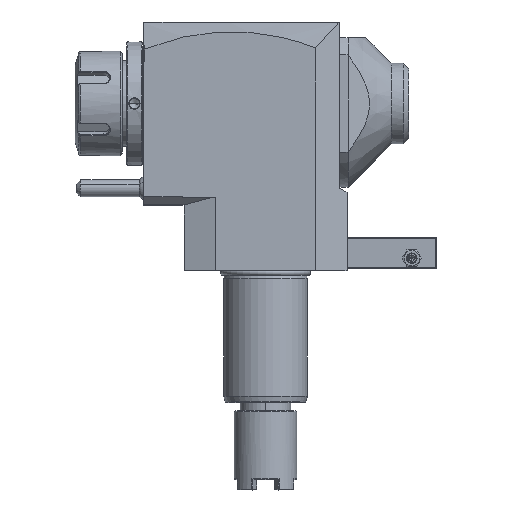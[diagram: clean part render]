
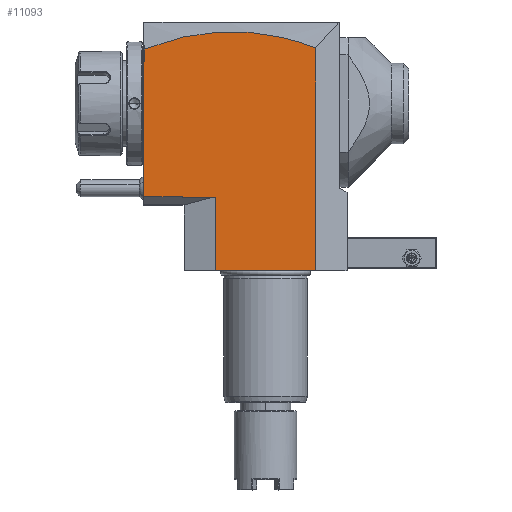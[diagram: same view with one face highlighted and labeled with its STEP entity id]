
A CAD part, top view. The second image highlights one B-rep face of the part: STEP entity #11093.
In plain terms, the highlighted planar face has unit normal (0, 0, 1).
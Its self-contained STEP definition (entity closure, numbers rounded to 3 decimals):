
#29=DIRECTION('',(-1.,0.,0.));
#30=VECTOR('',#29,48.);
#31=CARTESIAN_POINT('',(24.,0.,37.5));
#32=LINE('',#31,#30);
#220=DIRECTION('',(0.,1.,0.));
#221=VECTOR('',#220,64.5);
#222=CARTESIAN_POINT('',(-58.3,35.5,37.5));
#223=LINE('',#222,#221);
#266=DIRECTION('',(1.,0.,0.));
#267=VECTOR('',#266,18.5);
#268=CARTESIAN_POINT('',(-58.3,35.5,37.5));
#269=LINE('',#268,#267);
#353=DIRECTION('',(0.,-1.,0.));
#354=VECTOR('',#353,35.);
#355=CARTESIAN_POINT('',(-24.,35.,37.5));
#356=LINE('',#355,#354);
#365=DIRECTION('',(1.,0.,0.));
#366=VECTOR('',#365,0.5);
#367=CARTESIAN_POINT('',(-58.3,100.,37.5));
#368=LINE('',#367,#366);
#369=DIRECTION('',(0.,1.,0.));
#370=VECTOR('',#369,6.092);
#371=CARTESIAN_POINT('',(-57.8,100.,37.5));
#372=LINE('',#371,#370);
#373=CARTESIAN_POINT('',(-57.8,106.092,37.5));
#374=CARTESIAN_POINT('',(-50.998,108.812,37.5));
#375=CARTESIAN_POINT('',(-37.387,112.914,37.5));
#376=CARTESIAN_POINT('',(-16.948,115.059,37.5));
#377=CARTESIAN_POINT('',(3.513,113.192,37.5));
#378=CARTESIAN_POINT('',(17.168,109.259,37.5));
#379=CARTESIAN_POINT('',(24.,106.615,37.5));
#381=DIRECTION('',(0.,-1.,0.));
#382=VECTOR('',#381,106.615);
#383=CARTESIAN_POINT('',(24.,106.615,37.5));
#384=LINE('',#383,#382);
#385=DIRECTION('',(0.,-1.,0.));
#386=VECTOR('',#385,0.5);
#387=CARTESIAN_POINT('',(-39.8,35.5,37.5));
#388=LINE('',#387,#386);
#956=DIRECTION('',(1.,0.,0.));
#957=VECTOR('',#956,15.8);
#958=CARTESIAN_POINT('',(-39.8,35.,37.5));
#959=LINE('',#958,#957);
#9996=VERTEX_POINT('',#373);
#9997=VERTEX_POINT('',#379);
#10009=CARTESIAN_POINT('',(-39.8,35.5,37.5));
#10010=CARTESIAN_POINT('',(-39.8,35.,37.5));
#10011=VERTEX_POINT('',#10009);
#10012=VERTEX_POINT('',#10010);
#10019=CARTESIAN_POINT('',(-24.,35.,37.5));
#10020=VERTEX_POINT('',#10019);
#10402=CARTESIAN_POINT('',(24.,0.,37.5));
#10404=VERTEX_POINT('',#10402);
#10405=CARTESIAN_POINT('',(-24.,0.,37.5));
#10406=VERTEX_POINT('',#10405);
#10443=CARTESIAN_POINT('',(-58.3,35.5,37.5));
#10444=CARTESIAN_POINT('',(-58.3,100.,37.5));
#10445=VERTEX_POINT('',#10443);
#10446=VERTEX_POINT('',#10444);
#10550=CARTESIAN_POINT('',(-57.8,100.,37.5));
#10552=VERTEX_POINT('',#10550);
#11071=CARTESIAN_POINT('',(-39.202,35.,37.5));
#11072=DIRECTION('',(0.,0.,1.));
#11073=DIRECTION('',(1.,0.,0.));
#11074=AXIS2_PLACEMENT_3D('',#11071,#11072,#11073);
#11075=PLANE('',#11074);
#11076=ORIENTED_EDGE('',*,*,#10986,.F.);
#11077=ORIENTED_EDGE('',*,*,#10879,.T.);
#11079=ORIENTED_EDGE('',*,*,#11078,.T.);
#11081=ORIENTED_EDGE('',*,*,#11080,.T.);
#11083=ORIENTED_EDGE('',*,*,#11082,.T.);
#11084=ORIENTED_EDGE('',*,*,#10725,.T.);
#11085=ORIENTED_EDGE('',*,*,#10700,.T.);
#11086=ORIENTED_EDGE('',*,*,#11061,.F.);
#11088=ORIENTED_EDGE('',*,*,#11087,.F.);
#11090=ORIENTED_EDGE('',*,*,#11089,.F.);
#11091=EDGE_LOOP('',(#11076,#11077,#11079,#11081,#11083,#11084,#11085,#11086,
#11088,#11090));
#11092=FACE_OUTER_BOUND('',#11091,.F.);
#380=B_SPLINE_CURVE_WITH_KNOTS('',3,(#373,#374,#375,#376,#377,#378,#379),
.UNSPECIFIED.,.F.,.F.,(4,1,1,1,4),(0.,0.25,0.5,0.75,1.),
.UNSPECIFIED.);
#10700=EDGE_CURVE('',#10404,#10406,#32,.T.);
#10725=EDGE_CURVE('',#9997,#10404,#384,.T.);
#10879=EDGE_CURVE('',#10445,#10446,#223,.T.);
#10986=EDGE_CURVE('',#10445,#10011,#269,.T.);
#11061=EDGE_CURVE('',#10020,#10406,#356,.T.);
#11078=EDGE_CURVE('',#10446,#10552,#368,.T.);
#11080=EDGE_CURVE('',#10552,#9996,#372,.T.);
#11082=EDGE_CURVE('',#9996,#9997,#380,.T.);
#11087=EDGE_CURVE('',#10012,#10020,#959,.T.);
#11089=EDGE_CURVE('',#10011,#10012,#388,.T.);
#11093=ADVANCED_FACE('',(#11092),#11075,.T.);
